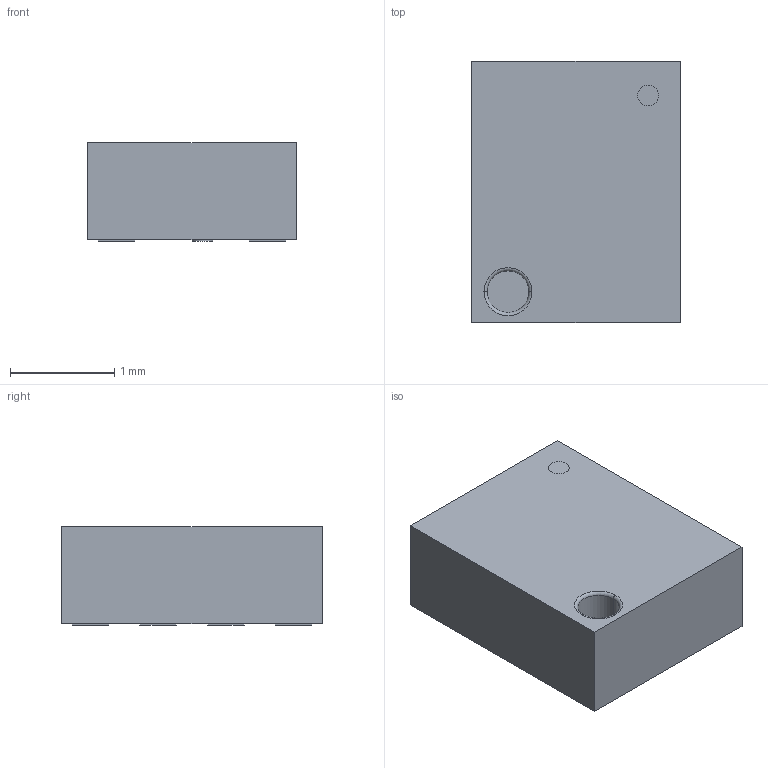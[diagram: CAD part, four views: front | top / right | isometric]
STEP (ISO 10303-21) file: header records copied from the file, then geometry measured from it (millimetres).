
FILE_DESCRIPTION (( 'STEP AP214' ), '1' );
FILE_NAME ('User Library-PG-VLGA-8-1.STEP', '2020-04-14T08:47:15', ( '' ), ( '' ), 'SwSTEP 2.0', 'SolidWorks 2019', '' );
FILE_SCHEMA (( 'AUTOMOTIVE_DESIGN' ));
Length unit declared in the file: millimetre
Products named in the file (1): User Library-PG-VLGA-8-1
Bounding box: 2 x 2.5 x 0.94 mm (x, y, z)
Volume: 4.6 mm3; surface area: 21.5 mm2
Topology: 11 solids, 11 shells, 70 faces, 136 edges, 90 vertices
Faces by surface type: plane 60, cylinder 8, torus 2
Entity records: 1888 total; most frequent: DIRECTION 298, CARTESIAN_POINT 297, ORIENTED_EDGE 272, EDGE_CURVE 136, VECTOR 116, LINE 116, AXIS2_PLACEMENT_3D 91, VERTEX_POINT 90
